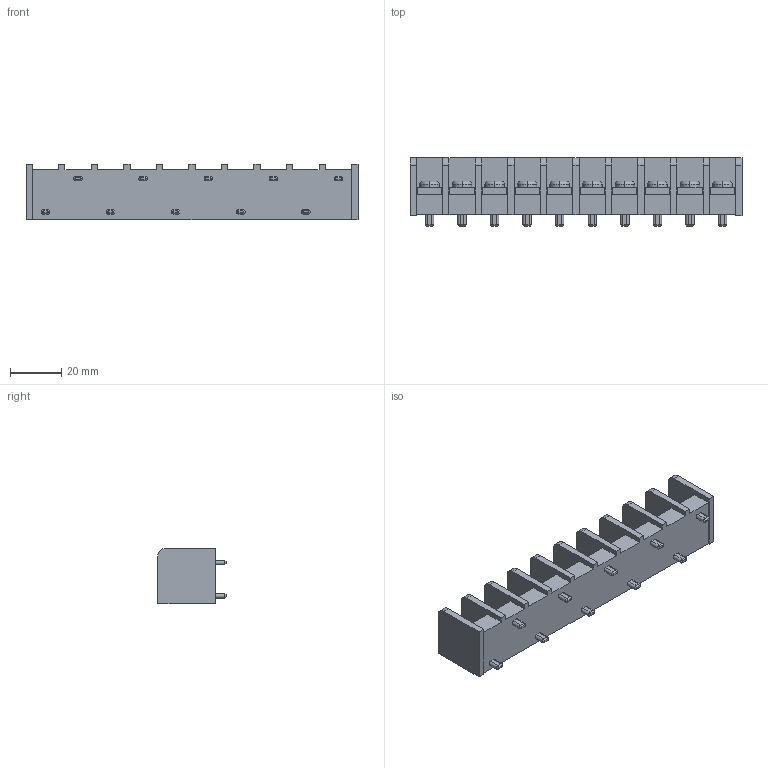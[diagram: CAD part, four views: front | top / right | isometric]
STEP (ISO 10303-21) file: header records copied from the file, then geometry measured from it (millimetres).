
FILE_DESCRIPTION((''),'2;1');
FILE_NAME('389690010','2014-12-29T',('me'),(''),'PRO/ENGINEER BY PARAMETRIC TECHNOLOGY CORPORATION, 2011490','PRO/ENGINEER BY PARAMETRIC TECHNOLOGY CORPORATION, 2011490','');
FILE_SCHEMA(('CONFIG_CONTROL_DESIGN'));
Length unit declared in the file: inch
Products named in the file (1): 389690010
Bounding box: 129.54 x 26.67 x 21.59 mm (x, y, z)
Volume: 35001.4 mm3; surface area: 19890.7 mm2
Topology: 1 solids, 1 shells, 327 faces, 855 edges, 570 vertices
Faces by surface type: plane 232, cylinder 55, torus 20, cone 20
Entity records: 10220 total; most frequent: CARTESIAN_POINT 2035, DIRECTION 1701, ORIENTED_EDGE 1650, EDGE_CURVE 825, VECTOR 585, LINE 585, AXIS2_PLACEMENT_3D 558, VERTEX_POINT 530
